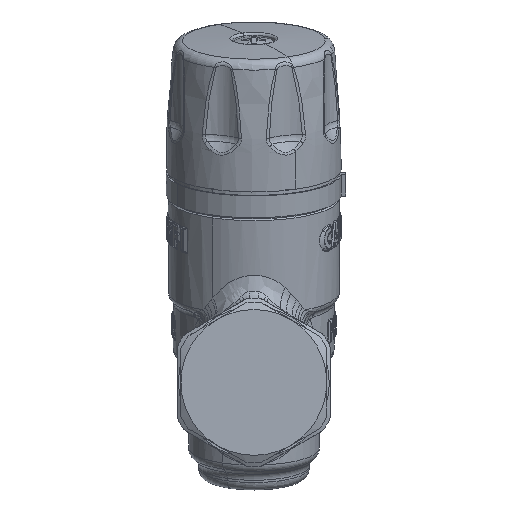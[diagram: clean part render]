
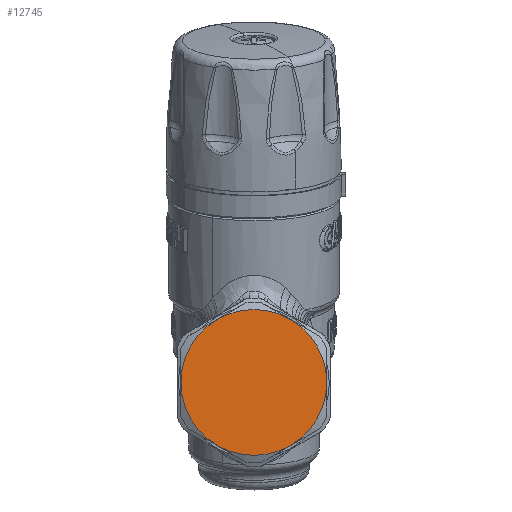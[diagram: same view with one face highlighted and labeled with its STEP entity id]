
A CAD part, front view. The second image highlights one B-rep face of the part: STEP entity #12745.
In plain terms, the highlighted planar face has unit normal (0, -1, 0).
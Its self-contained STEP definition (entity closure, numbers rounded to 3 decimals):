
#3274=CARTESIAN_POINT('Vertex',(-7.233,-63.571,62.445)) ;
#3290=CARTESIAN_POINT('Vertex',(-14.483,-63.571,49.887)) ;
#3293=CARTESIAN_POINT('Axis2P3D Location',(0.017,-63.571,49.887)) ;
#3305=CARTESIAN_POINT('Axis2P3D Location',(0.017,-63.571,49.887)) ;
#3309=CARTESIAN_POINT('Vertex',(6.969,-63.571,62.612)) ;
#3350=CARTESIAN_POINT('Axis2P3D Location',(0.017,-63.571,49.887)) ;
#3354=CARTESIAN_POINT('Vertex',(7.267,-63.571,62.445)) ;
#3378=CARTESIAN_POINT('Axis2P3D Location',(0.017,-63.571,49.887)) ;
#3382=CARTESIAN_POINT('Vertex',(14.517,-63.571,49.887)) ;
#3414=CARTESIAN_POINT('Vertex',(7.267,-63.571,37.33)) ;
#3431=CARTESIAN_POINT('Axis2P3D Location',(0.017,-63.571,49.887)) ;
#3443=CARTESIAN_POINT('Axis2P3D Location',(0.017,-63.571,49.887)) ;
#3447=CARTESIAN_POINT('Vertex',(-6.935,-63.571,37.162)) ;
#3488=CARTESIAN_POINT('Axis2P3D Location',(0.017,-63.571,49.887)) ;
#3492=CARTESIAN_POINT('Vertex',(-7.233,-63.571,37.33)) ;
#3516=CARTESIAN_POINT('Axis2P3D Location',(0.017,-63.571,49.887)) ;
#12730=CARTESIAN_POINT('Axis2P3D Location',(0.017,-63.571,61.187)) ;
#3294=DIRECTION('Axis2P3D Direction',(0.,1.,0.)) ;
#3306=DIRECTION('Axis2P3D Direction',(0.,1.,0.)) ;
#3351=DIRECTION('Axis2P3D Direction',(0.,1.,0.)) ;
#3379=DIRECTION('Axis2P3D Direction',(0.,1.,0.)) ;
#3432=DIRECTION('Axis2P3D Direction',(0.,1.,0.)) ;
#3444=DIRECTION('Axis2P3D Direction',(0.,1.,0.)) ;
#3489=DIRECTION('Axis2P3D Direction',(0.,1.,0.)) ;
#3517=DIRECTION('Axis2P3D Direction',(0.,1.,0.)) ;
#12731=DIRECTION('Axis2P3D Direction',(0.,1.,0.)) ;
#12732=DIRECTION('Axis2P3D XDirection',(1.,0.,0.)) ;
#3295=AXIS2_PLACEMENT_3D('Circle Axis2P3D',#3293,#3294,$) ;
#3307=AXIS2_PLACEMENT_3D('Circle Axis2P3D',#3305,#3306,$) ;
#3352=AXIS2_PLACEMENT_3D('Circle Axis2P3D',#3350,#3351,$) ;
#3380=AXIS2_PLACEMENT_3D('Circle Axis2P3D',#3378,#3379,$) ;
#3433=AXIS2_PLACEMENT_3D('Circle Axis2P3D',#3431,#3432,$) ;
#3445=AXIS2_PLACEMENT_3D('Circle Axis2P3D',#3443,#3444,$) ;
#3490=AXIS2_PLACEMENT_3D('Circle Axis2P3D',#3488,#3489,$) ;
#3518=AXIS2_PLACEMENT_3D('Circle Axis2P3D',#3516,#3517,$) ;
#12733=AXIS2_PLACEMENT_3D('Plane Axis2P3D',#12730,#12731,#12732) ;
#12736=ORIENTED_EDGE('',*,*,#3435,.F.) ;
#12737=ORIENTED_EDGE('',*,*,#3384,.F.) ;
#12738=ORIENTED_EDGE('',*,*,#3356,.F.) ;
#12739=ORIENTED_EDGE('',*,*,#3311,.F.) ;
#12740=ORIENTED_EDGE('',*,*,#3297,.F.) ;
#12741=ORIENTED_EDGE('',*,*,#3520,.F.) ;
#12742=ORIENTED_EDGE('',*,*,#3494,.F.) ;
#12743=ORIENTED_EDGE('',*,*,#3449,.F.) ;
#12745=ADVANCED_FACE('PartBody',(#12744),#12734,.F.) ;
#3296=CIRCLE('generated circle',#3295,14.5) ;
#3308=CIRCLE('generated circle',#3307,14.5) ;
#3353=CIRCLE('generated circle',#3352,14.5) ;
#3381=CIRCLE('generated circle',#3380,14.5) ;
#3434=CIRCLE('generated circle',#3433,14.5) ;
#3446=CIRCLE('generated circle',#3445,14.5) ;
#3491=CIRCLE('generated circle',#3490,14.5) ;
#3519=CIRCLE('generated circle',#3518,14.5) ;
#3297=EDGE_CURVE('',#3291,#3275,#3296,.T.) ;
#3311=EDGE_CURVE('',#3275,#3310,#3308,.T.) ;
#3356=EDGE_CURVE('',#3310,#3355,#3353,.T.) ;
#3384=EDGE_CURVE('',#3355,#3383,#3381,.T.) ;
#3435=EDGE_CURVE('',#3383,#3415,#3434,.T.) ;
#3449=EDGE_CURVE('',#3415,#3448,#3446,.T.) ;
#3494=EDGE_CURVE('',#3448,#3493,#3491,.T.) ;
#3520=EDGE_CURVE('',#3493,#3291,#3519,.T.) ;
#12735=EDGE_LOOP('',(#12736,#12737,#12738,#12739,#12740,#12741,#12742,#12743)) ;
#12744=FACE_OUTER_BOUND('',#12735,.T.) ;
#12734=PLANE('',#12733) ;
#3275=VERTEX_POINT('',#3274) ;
#3291=VERTEX_POINT('',#3290) ;
#3310=VERTEX_POINT('',#3309) ;
#3355=VERTEX_POINT('',#3354) ;
#3383=VERTEX_POINT('',#3382) ;
#3415=VERTEX_POINT('',#3414) ;
#3448=VERTEX_POINT('',#3447) ;
#3493=VERTEX_POINT('',#3492) ;
